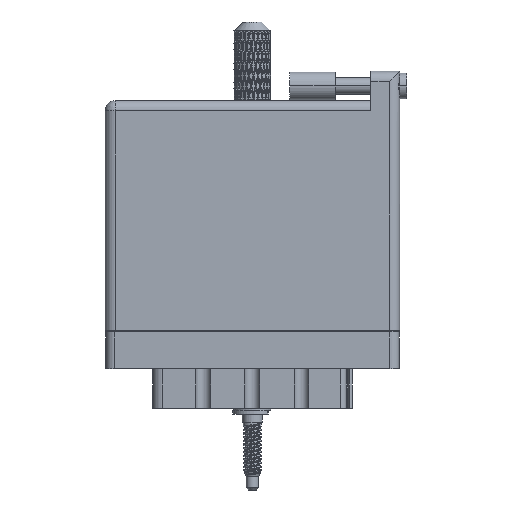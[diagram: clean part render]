
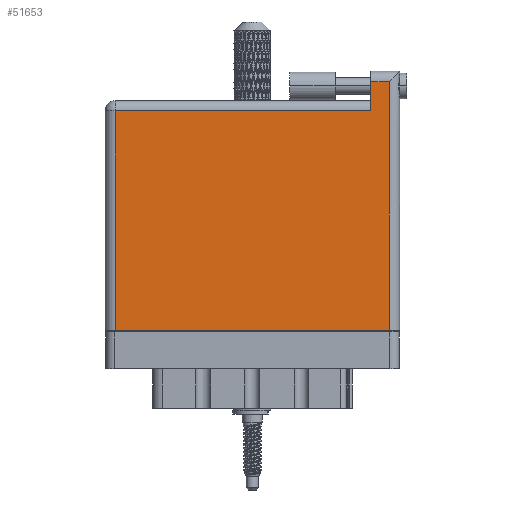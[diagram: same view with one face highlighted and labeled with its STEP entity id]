
A CAD part, front view. The second image highlights one B-rep face of the part: STEP entity #51653.
In plain terms, the highlighted face is planar.
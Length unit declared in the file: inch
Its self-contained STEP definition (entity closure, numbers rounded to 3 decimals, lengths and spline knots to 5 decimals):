
#2330 = CARTESIAN_POINT ( 'NONE',  ( 1.811, 1.766, 0. ) ) ;
#7421 = LINE ( 'NONE', #102208, #66761 ) ;
#9004 = EDGE_CURVE ( 'NONE', #87071, #99584, #74517, .T. ) ;
#9020 = DIRECTION ( 'NONE',  ( -1., 0., 0. ) ) ;
#16118 = EDGE_CURVE ( 'NONE', #99584, #46707, #16648, .T. ) ;
#16648 = LINE ( 'NONE', #39639, #79811 ) ;
#17941 = EDGE_LOOP ( 'NONE', ( #59570, #68512, #32573, #82899, #106406, #25168 ) ) ;
#18884 = CARTESIAN_POINT ( 'NONE',  ( 0.07, 0., 0. ) ) ;
#19278 = EDGE_CURVE ( 'NONE', #81014, #35170, #102762, .T. ) ;
#21692 = CARTESIAN_POINT ( 'NONE',  ( 1.938, 0., 0. ) ) ;
#22666 = DIRECTION ( 'NONE',  ( -1., 0., 0. ) ) ;
#22721 = CARTESIAN_POINT ( 'NONE',  ( 0., 1.496, 0. ) ) ;
#24332 = VECTOR ( 'NONE', #99632, 39.37008 ) ;
#25168 = ORIENTED_EDGE ( 'NONE', *, *, #97855, .T. ) ;
#30354 = EDGE_CURVE ( 'NONE', #85881, #87071, #7421, .T. ) ;
#32573 = ORIENTED_EDGE ( 'NONE', *, *, #16118, .T. ) ;
#35170 = VERTEX_POINT ( 'NONE', #79876 ) ;
#39639 = CARTESIAN_POINT ( 'NONE',  ( 0., 1.696, 0. ) ) ;
#41897 = DIRECTION ( 'NONE',  ( 0., 0., -1. ) ) ;
#44264 = DIRECTION ( 'NONE',  ( 0., -1., 0. ) ) ;
#46707 = VERTEX_POINT ( 'NONE', #64383 ) ;
#51653 = ADVANCED_FACE ( 'NONE', ( #83231 ), #90818, .F. ) ;
#55396 = CARTESIAN_POINT ( 'NONE',  ( 1.938, 1.696, 0. ) ) ;
#56058 = AXIS2_PLACEMENT_3D ( 'NONE', #67132, #41897, #9020 ) ;
#58943 = VECTOR ( 'NONE', #44264, 39.37008 ) ;
#59570 = ORIENTED_EDGE ( 'NONE', *, *, #30354, .T. ) ;
#61780 = CARTESIAN_POINT ( 'NONE',  ( 1.811, 1.496, 0. ) ) ;
#64383 = CARTESIAN_POINT ( 'NONE',  ( 1.811, 1.696, 0. ) ) ;
#66761 = VECTOR ( 'NONE', #88153, 39.37008 ) ;
#67132 = CARTESIAN_POINT ( 'NONE',  ( 0., 1.566, 0. ) ) ;
#68512 = ORIENTED_EDGE ( 'NONE', *, *, #9004, .T. ) ;
#72622 = CARTESIAN_POINT ( 'NONE',  ( 1.938, 1.766, 0. ) ) ;
#74517 = LINE ( 'NONE', #72622, #24332 ) ;
#79281 = DIRECTION ( 'NONE',  ( -1., 0., 0. ) ) ;
#79811 = VECTOR ( 'NONE', #22666, 39.37008 ) ;
#79876 = CARTESIAN_POINT ( 'NONE',  ( 0.07, 1.496, 0. ) ) ;
#80305 = EDGE_CURVE ( 'NONE', #46707, #81014, #88522, .T. ) ;
#80868 = VECTOR ( 'NONE', #79281, 39.37008 ) ;
#81014 = VERTEX_POINT ( 'NONE', #61780 ) ;
#82899 = ORIENTED_EDGE ( 'NONE', *, *, #80305, .T. ) ;
#83231 = FACE_OUTER_BOUND ( 'NONE', #17941, .T. ) ;
#85881 = VERTEX_POINT ( 'NONE', #18884 ) ;
#87071 = VERTEX_POINT ( 'NONE', #21692 ) ;
#88153 = DIRECTION ( 'NONE',  ( 1., 0., 0. ) ) ;
#88522 = LINE ( 'NONE', #2330, #58943 ) ;
#90818 = PLANE ( 'NONE',  #56058 ) ;
#94268 = VECTOR ( 'NONE', #101303, 39.37008 ) ;
#97855 = EDGE_CURVE ( 'NONE', #35170, #85881, #104499, .T. ) ;
#99584 = VERTEX_POINT ( 'NONE', #55396 ) ;
#99632 = DIRECTION ( 'NONE',  ( 0., 1., 0. ) ) ;
#101303 = DIRECTION ( 'NONE',  ( 0., -1., 0. ) ) ;
#102014 = CARTESIAN_POINT ( 'NONE',  ( 0.07, 0., 0. ) ) ;
#102208 = CARTESIAN_POINT ( 'NONE',  ( 0., 0., 0. ) ) ;
#102762 = LINE ( 'NONE', #22721, #80868 ) ;
#104499 = LINE ( 'NONE', #102014, #94268 ) ;
#106406 = ORIENTED_EDGE ( 'NONE', *, *, #19278, .T. ) ;
